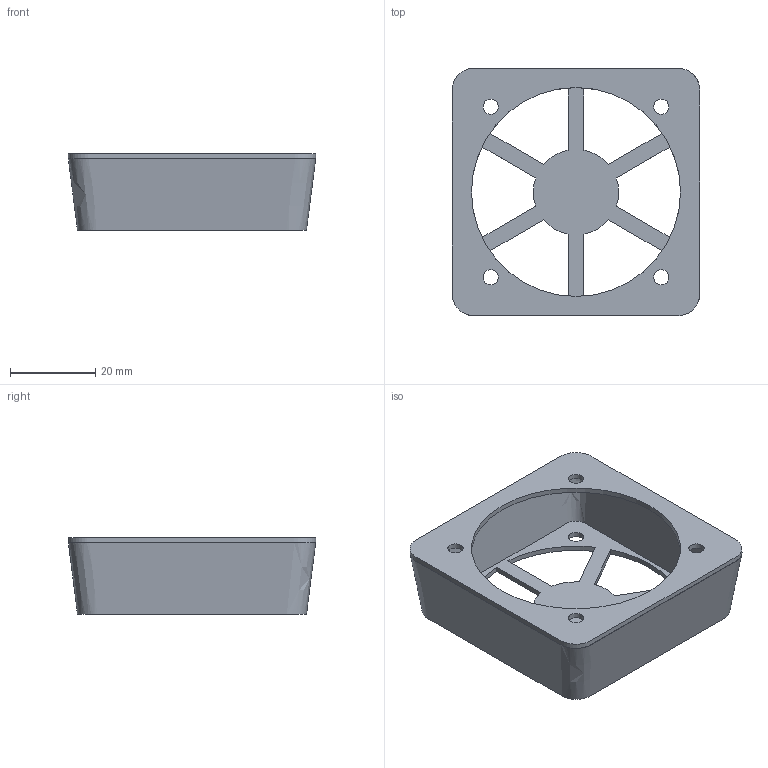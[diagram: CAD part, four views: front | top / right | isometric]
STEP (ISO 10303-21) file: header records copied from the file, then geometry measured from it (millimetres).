
FILE_DESCRIPTION(/* description */ (''),/* implementation_level */ '2;1');
FILE_NAME(/* name */ '5015 Fan.step',/* time_stamp */ '2023-06-08T08:25:37-05:00',/* author */ (''),/* organization */ (''),/* preprocessor_version */ 'ST-DEVELOPER v19.2',/* originating_system */ 'Autodesk Translation Framework v12.6.0.85',/* authorisation */ '');
FILE_SCHEMA (('AUTOMOTIVE_DESIGN { 1 0 10303 214 3 1 1 }'));
Length unit declared in the file: millimetre
Products named in the file (3): 5015 Fan; Fan Cage; TPU Gasket
Assembly tree (2 placements, depth 2):
  5015 Fan
    Fan Cage
    TPU Gasket
Bounding box: 58.01 x 58 x 17.9 mm (x, y, z)
Volume: 8660.2 mm3; surface area: 13913.1 mm2
Topology: 2 solids, 2 shells, 41 faces, 108 edges, 72 vertices
Faces by surface type: cylinder 21, plane 17, bspline 3
Full cylindrical faces by diameter (mm): 3.6 x8, 49 x1
Entity records: 1998 total; most frequent: CARTESIAN_POINT 802, DIRECTION 230, ORIENTED_EDGE 216, EDGE_CURVE 108, AXIS2_PLACEMENT_3D 85, EDGE_LOOP 72, VERTEX_POINT 72, LINE 60
